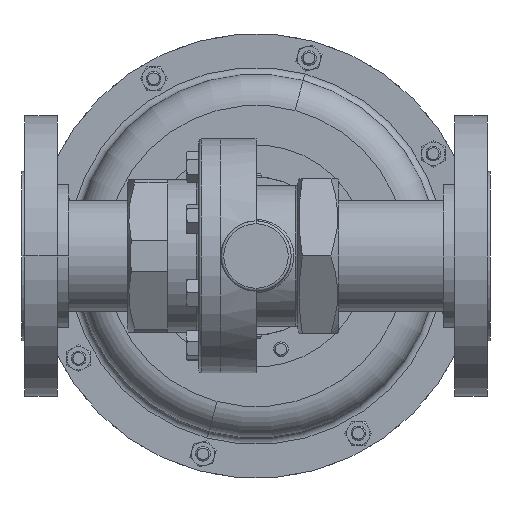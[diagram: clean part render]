
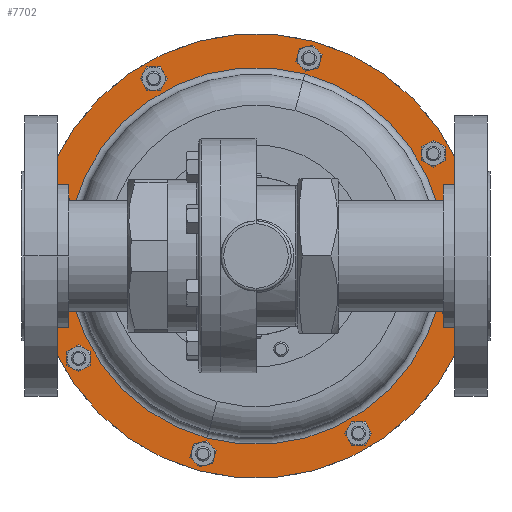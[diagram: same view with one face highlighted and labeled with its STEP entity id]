
A CAD part, front view. The second image highlights one B-rep face of the part: STEP entity #7702.
In plain terms, the highlighted planar face has unit normal (0, -1, 0).
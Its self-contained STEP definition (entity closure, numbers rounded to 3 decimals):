
#175 = FACE_BOUND ( 'NONE', #24160, .T. ) ;
#443 = CIRCLE ( 'NONE', #28550, 4.75 ) ;
#1369 = AXIS2_PLACEMENT_3D ( 'NONE', #28119, #25577, #18986 ) ;
#2908 = EDGE_CURVE ( 'NONE', #29001, #17705, #22513, .T. ) ;
#4303 = EDGE_CURVE ( 'NONE', #30250, #29629, #29505, .T. ) ;
#4328 = ORIENTED_EDGE ( 'NONE', *, *, #14545, .T. ) ;
#4352 = DIRECTION ( 'NONE',  ( 0., 1., 0. ) ) ;
#4376 = DIRECTION ( 'NONE',  ( 0., 1., 0. ) ) ;
#4434 = AXIS2_PLACEMENT_3D ( 'NONE', #23903, #24126, #24405 ) ;
#7702 = ADVANCED_FACE ( 'NONE', ( #175, #35100 ), #17653, .T. ) ;
#8204 = CARTESIAN_POINT ( 'NONE',  ( 1.229, 8.092, 4.588 ) ) ;
#8355 = CARTESIAN_POINT ( 'NONE',  ( -1.229, 8.092, -4.588 ) ) ;
#8925 = DIRECTION ( 'NONE',  ( 0.259, 0., 0.966 ) ) ;
#11420 = ORIENTED_EDGE ( 'NONE', *, *, #4303, .T. ) ;
#14411 = EDGE_CURVE ( 'NONE', #17705, #29001, #443, .T. ) ;
#14545 = EDGE_CURVE ( 'NONE', #29629, #30250, #40027, .T. ) ;
#16549 = CARTESIAN_POINT ( 'NONE',  ( 4.588, 8.092, -1.229 ) ) ;
#16645 = DIRECTION ( 'NONE',  ( 0., -1., 0. ) ) ;
#16723 = AXIS2_PLACEMENT_3D ( 'NONE', #40314, #4376, #8925 ) ;
#17515 = DIRECTION ( 'NONE',  ( -0.259, 0., -0.966 ) ) ;
#17653 = PLANE ( 'NONE',  #23511 ) ;
#17705 = VERTEX_POINT ( 'NONE', #8355 ) ;
#18654 = CARTESIAN_POINT ( 'NONE',  ( 1.043, 8.092, 3.892 ) ) ;
#18986 = DIRECTION ( 'NONE',  ( 0.259, 0., 0.966 ) ) ;
#21054 = EDGE_LOOP ( 'NONE', ( #39960, #42124 ) ) ;
#22513 = CIRCLE ( 'NONE', #16723, 4.75 ) ;
#23511 = AXIS2_PLACEMENT_3D ( 'NONE', #16549, #16645, #17515 ) ;
#23903 = CARTESIAN_POINT ( 'NONE',  ( 0., 8.092, 0. ) ) ;
#24126 = DIRECTION ( 'NONE',  ( 0., 1., 0. ) ) ;
#24160 = EDGE_LOOP ( 'NONE', ( #4328, #11420 ) ) ;
#24405 = DIRECTION ( 'NONE',  ( 0.259, 0., 0.966 ) ) ;
#24505 = CARTESIAN_POINT ( 'NONE',  ( -1.043, 8.092, -3.892 ) ) ;
#25577 = DIRECTION ( 'NONE',  ( 0., 1., 0. ) ) ;
#28119 = CARTESIAN_POINT ( 'NONE',  ( 0., 8.092, 0. ) ) ;
#28550 = AXIS2_PLACEMENT_3D ( 'NONE', #30776, #4352, #37185 ) ;
#29001 = VERTEX_POINT ( 'NONE', #8204 ) ;
#29505 = CIRCLE ( 'NONE', #4434, 4.029 ) ;
#29629 = VERTEX_POINT ( 'NONE', #18654 ) ;
#30250 = VERTEX_POINT ( 'NONE', #24505 ) ;
#30776 = CARTESIAN_POINT ( 'NONE',  ( 0., 8.092, 0. ) ) ;
#35100 = FACE_OUTER_BOUND ( 'NONE', #21054, .T. ) ;
#37185 = DIRECTION ( 'NONE',  ( 0.259, 0., 0.966 ) ) ;
#39960 = ORIENTED_EDGE ( 'NONE', *, *, #2908, .F. ) ;
#40027 = CIRCLE ( 'NONE', #1369, 4.029 ) ;
#40314 = CARTESIAN_POINT ( 'NONE',  ( 0., 8.092, 0. ) ) ;
#42124 = ORIENTED_EDGE ( 'NONE', *, *, #14411, .F. ) ;
